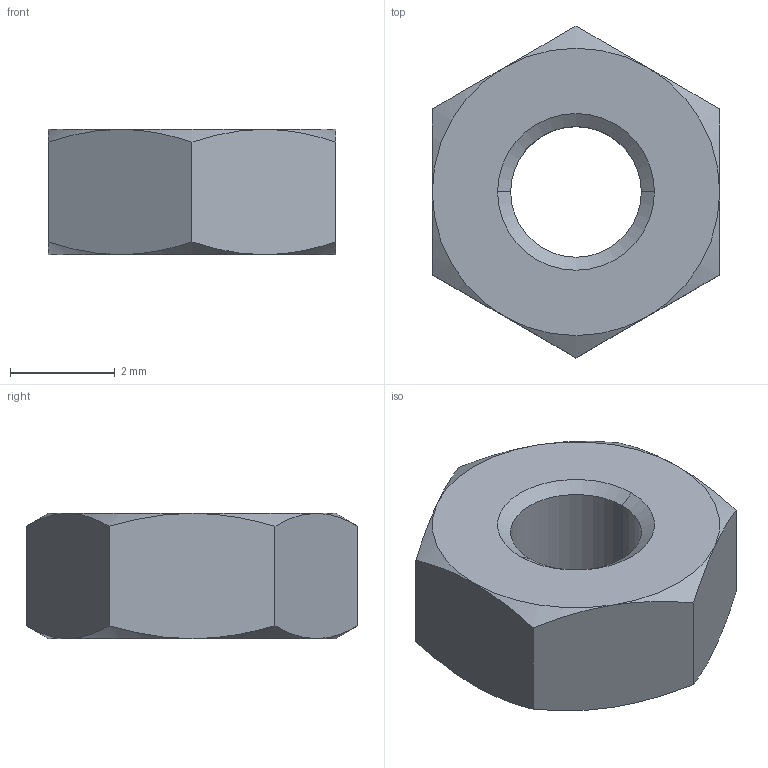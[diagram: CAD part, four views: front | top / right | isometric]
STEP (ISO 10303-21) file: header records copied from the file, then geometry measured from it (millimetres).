
FILE_DESCRIPTION (( 'STEP AP214' ), '1' );
FILE_NAME ('M3_NUT.STEP', '2022-05-04T09:08:46', ( '' ), ( '' ), 'SwSTEP 2.0', 'SolidWorks 2021', '' );
FILE_SCHEMA (( 'AUTOMOTIVE_DESIGN' ));
Length unit declared in the file: millimetre
Products named in the file (2): hex nut style 1 gradeab_iso_ISO - 4032 - M3 - D - N; M3_NUT
Assembly tree (1 placements, depth 2):
  M3_NUT
    hex nut style 1 gradeab_iso_ISO - 4032 - M3 - D - N
Bounding box: 5.5 x 6.35 x 2.4 mm (x, y, z)
Volume: 50.3 mm3; surface area: 102.9 mm2
Topology: 1 solids, 1 shells, 28 faces, 60 edges, 34 vertices
Faces by surface type: cone 16, plane 8, cylinder 4
Entity records: 868 total; most frequent: CARTESIAN_POINT 230, DIRECTION 122, ORIENTED_EDGE 120, EDGE_CURVE 60, AXIS2_PLACEMENT_3D 54, VERTEX_POINT 34, EDGE_LOOP 30, FACE_OUTER_BOUND 28
